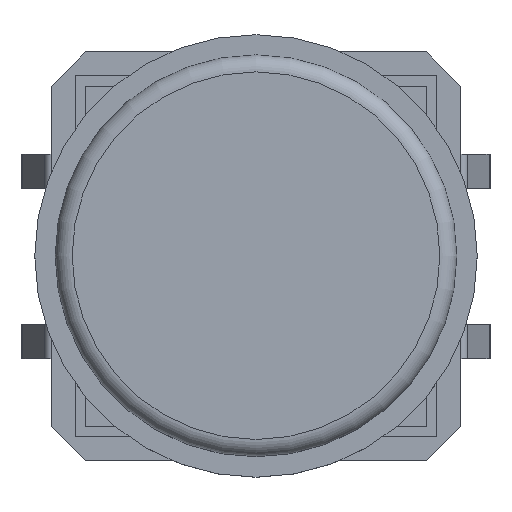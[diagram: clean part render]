
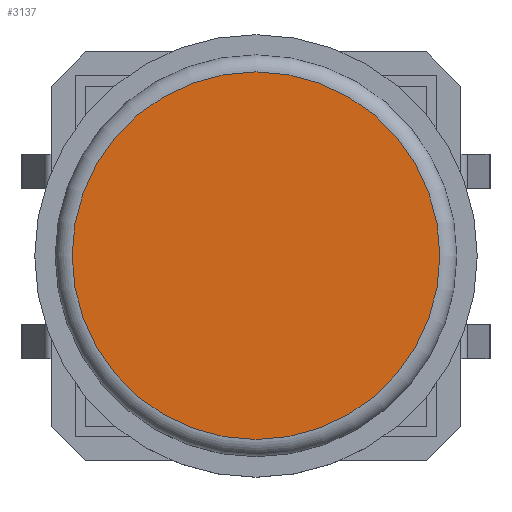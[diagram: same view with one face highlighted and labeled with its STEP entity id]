
A CAD part, top view. The second image highlights one B-rep face of the part: STEP entity #3137.
In plain terms, the highlighted planar face has unit normal (0, 0, 1).
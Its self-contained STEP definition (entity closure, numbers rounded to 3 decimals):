
#214=PLANE('',#3424);
#390=FACE_OUTER_BOUND('',#592,.T.);
#592=EDGE_LOOP('',(#2888));
#1344=CIRCLE('',#3419,5.4);
#1634=VERTEX_POINT('',#5290);
#2060=EDGE_CURVE('',#1634,#1634,#1344,.T.);
#2888=ORIENTED_EDGE('',*,*,#2060,.F.);
#3137=ADVANCED_FACE('',(#390),#214,.T.);
#3419=AXIS2_PLACEMENT_3D('',#5291,#4279,#4280);
#3424=AXIS2_PLACEMENT_3D('',#5299,#4290,#4291);
#4279=DIRECTION('center_axis',(0.,0.,-1.));
#4280=DIRECTION('ref_axis',(1.,0.,0.));
#4290=DIRECTION('center_axis',(0.,0.,1.));
#4291=DIRECTION('ref_axis',(1.,0.,0.));
#5290=CARTESIAN_POINT('',(-5.4,0.,12.2));
#5291=CARTESIAN_POINT('Origin',(0.,0.,12.2));
#5299=CARTESIAN_POINT('Origin',(0.,0.,12.2));
